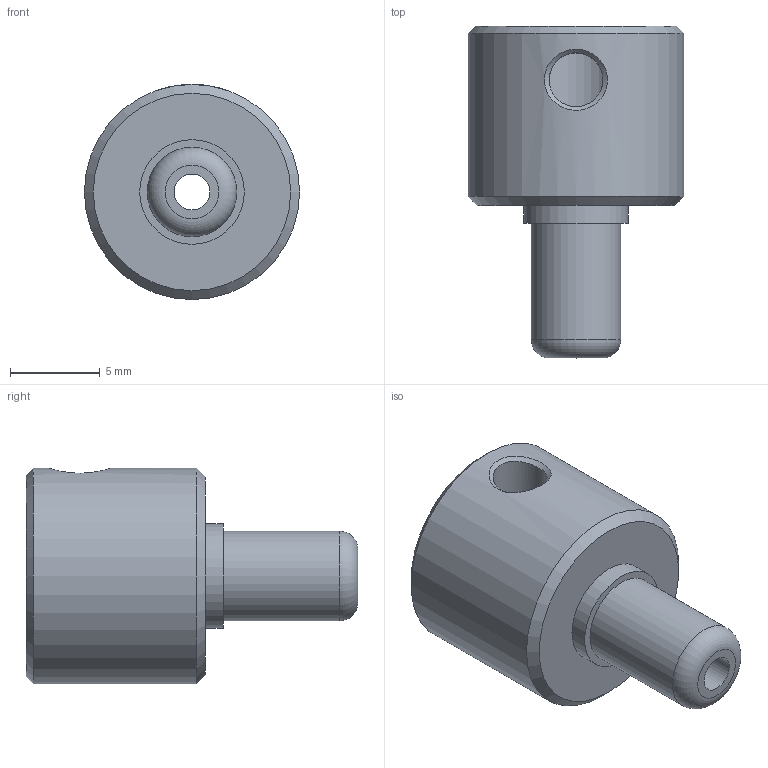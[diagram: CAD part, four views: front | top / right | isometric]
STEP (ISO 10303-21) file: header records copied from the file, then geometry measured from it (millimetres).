
FILE_DESCRIPTION(/* description */ ('Alibre Inc.'),/* implementation_level */ '2;1');
FILE_NAME(/* name */ 'export0',/* time_stamp */ '2015-07-05T22:43:18+12:00',/* author */ (''),/* organization */ (''),/* preprocessor_version */ 'ST-DEVELOPER v14',/* originating_system */ 'Alibre',/* authorisation */ '');
FILE_SCHEMA (('CONFIG_CONTROL_DESIGN'));
Length unit declared in the file: centimetre
Products named in the file (1): ID_1
Bounding box: 12 x 18.5 x 12 mm (x, y, z)
Volume: 1103.7 mm3; surface area: 890.4 mm2
Topology: 1 solids, 1 shells, 17 faces, 31 edges, 19 vertices
Faces by surface type: cylinder 6, plane 5, cone 4, bspline 1, torus 1
Full cylindrical faces by diameter (mm): 2 x1, 3 x1, 4.99 x1, 5.02 x1, 5.83 x1, 12 x1
Entity records: 728 total; most frequent: CARTESIAN_POINT 348, DIRECTION 57, ORIENTED_EDGE 38, EDGE_LOOP 35, FACE_BOUND 35, AXIS2_PLACEMENT_3D 31, EDGE_CURVE 19, VERTEX_POINT 18
